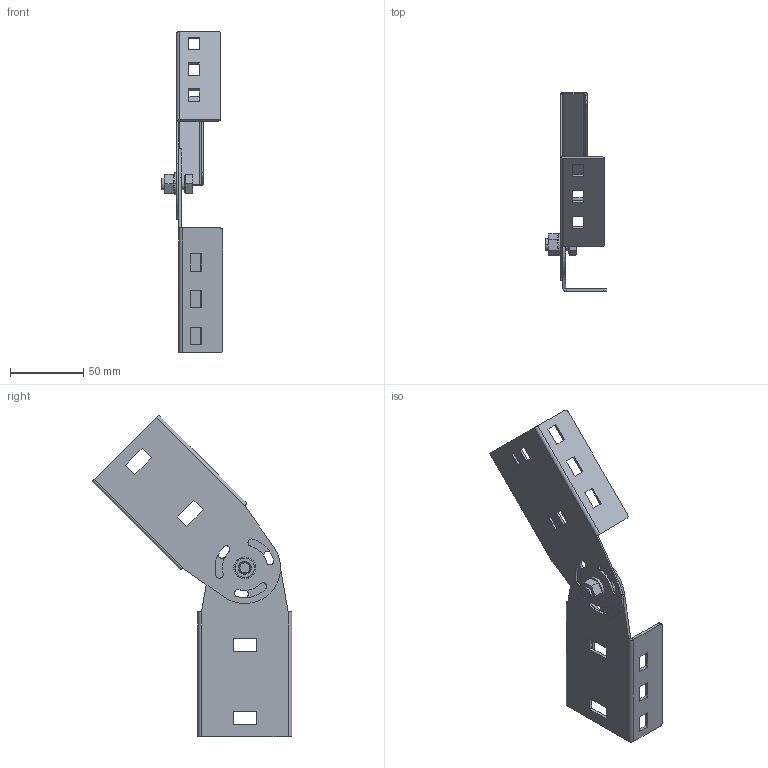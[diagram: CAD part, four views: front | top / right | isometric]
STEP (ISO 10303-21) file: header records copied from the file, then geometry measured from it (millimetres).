
FILE_DESCRIPTION((''),'2;1');
FILE_NAME('461301_ASM','2019-10-09T16:28:46',('tomasz.grudniewski'),(''),'CREO PARAMETRIC BY PTC INC, 2019080','CREO PARAMETRIC BY PTC INC, 2019080','');
FILE_SCHEMA(('CONFIG_CONTROL_DESIGN'));
Length unit declared in the file: millimetre
Products named in the file (7): LACZNIK60PRZEGOBOWY_06; LACZNIK60PRZEGOBOWY2_06; IHSF0101; INHF101; IWPSA09; KOMPLET_SR_M8_06_ASM; 461301_ASM
Assembly tree (6 placements, depth 3):
  461301_ASM
    LACZNIK60PRZEGOBOWY_06
    LACZNIK60PRZEGOBOWY2_06
    KOMPLET_SR_M8_06_ASM
      IHSF0101
      INHF101
      IWPSA09
Bounding box: 42.1 x 135.94 x 218.94 mm (x, y, z)
Volume: 42233.7 mm3; surface area: 50565.1 mm2
Topology: 5 solids, 5 shells, 196 faces, 478 edges, 294 vertices
Faces by surface type: plane 110, cylinder 60, cone 24, torus 2
Entity records: 6104 total; most frequent: CARTESIAN_POINT 1218, DIRECTION 1014, ORIENTED_EDGE 956, EDGE_CURVE 478, AXIS2_PLACEMENT_3D 360, VECTOR 294, LINE 294, VERTEX_POINT 294
